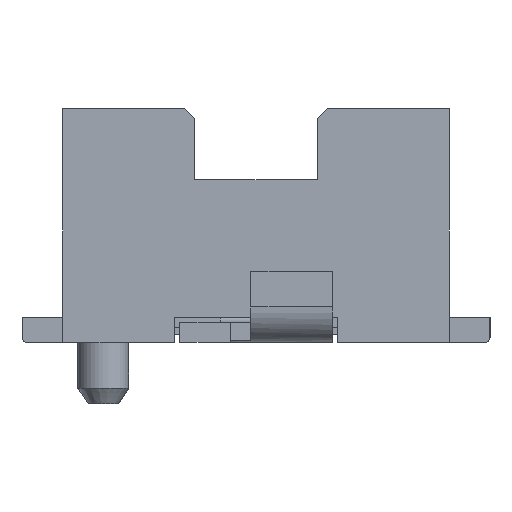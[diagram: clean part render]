
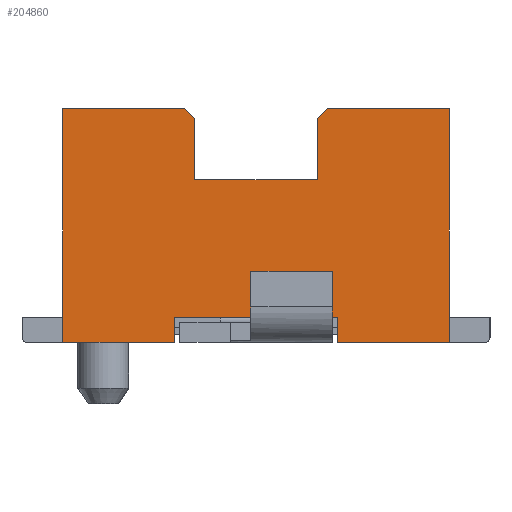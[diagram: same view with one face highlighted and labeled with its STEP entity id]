
A CAD part, left-side view. The second image highlights one B-rep face of the part: STEP entity #204860.
In plain terms, the highlighted planar face has unit normal (-1, 0, 0).
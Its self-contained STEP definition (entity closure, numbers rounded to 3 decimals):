
#15330=CARTESIAN_POINT('',(-4.85,2.59,2.3));
#15340=DIRECTION('',(-0.,1.,0.));
#15350=VECTOR('',#15340,1.);
#15360=LINE('',#15330,#15350);
#15370=CARTESIAN_POINT('',(-4.85,-1.9,2.3));
#15380=VERTEX_POINT('',#15370);
#15390=CARTESIAN_POINT('',(-4.85,-0.7,2.3));
#15400=VERTEX_POINT('',#15390);
#15410=EDGE_CURVE('',#15380,#15400,#15360,.T.);
#22570=CARTESIAN_POINT('',(-4.85,1.9,2.3));
#22580=VERTEX_POINT('',#22570);
#22610=CARTESIAN_POINT('',(-4.85,1.9,-0.25));
#22620=DIRECTION('',(0.,0.,1.));
#22630=VECTOR('',#22620,1.);
#22640=LINE('',#22610,#22630);
#22650=CARTESIAN_POINT('',(-4.85,1.9,0.));
#22660=VERTEX_POINT('',#22650);
#22670=EDGE_CURVE('',#22660,#22580,#22640,.T.);
#78570=CARTESIAN_POINT('',(-4.85,0.7,2.3));
#78580=VERTEX_POINT('',#78570);
#78610=CARTESIAN_POINT('',(-4.85,2.59,2.3));
#78620=DIRECTION('',(-0.,1.,0.));
#78630=VECTOR('',#78620,1.);
#78640=LINE('',#78610,#78630);
#78650=EDGE_CURVE('',#78580,#22580,#78640,.T.);
#159250=CARTESIAN_POINT('',(-4.85,-1.9,0.));
#159260=VERTEX_POINT('',#159250);
#159290=CARTESIAN_POINT('',(-4.85,-1.9,-0.25));
#159300=DIRECTION('',(0.,0.,1.));
#159310=VECTOR('',#159300,1.);
#159320=LINE('',#159290,#159310);
#159330=EDGE_CURVE('',#159260,#15380,#159320,.T.);
#195260=CARTESIAN_POINT('',(-4.85,0.6,1.6));
#195270=VERTEX_POINT('',#195260);
#195300=CARTESIAN_POINT('',(-4.85,0.6,-0.25));
#195310=DIRECTION('',(0.,0.,-1.));
#195320=VECTOR('',#195310,1.);
#195330=LINE('',#195300,#195320);
#195340=CARTESIAN_POINT('',(-4.85,0.6,2.2));
#195350=VERTEX_POINT('',#195340);
#195360=EDGE_CURVE('',#195350,#195270,#195330,.T.);
#195600=CARTESIAN_POINT('',(-4.85,2.59,4.19));
#195610=DIRECTION('',(0.,-0.707,-0.707));
#195620=VECTOR('',#195610,1.);
#195630=LINE('',#195600,#195620);
#195640=EDGE_CURVE('',#78580,#195350,#195630,.T.);
#200000=CARTESIAN_POINT('',(-4.85,0.8,0.));
#200010=VERTEX_POINT('',#200000);
#200130=CARTESIAN_POINT('',(-4.85,2.59,0.));
#200140=DIRECTION('',(0.,-1.,0.));
#200150=VECTOR('',#200140,1.);
#200160=LINE('',#200130,#200150);
#200170=EDGE_CURVE('',#22660,#200010,#200160,.T.);
#204200=CARTESIAN_POINT('',(-4.85,-1.995,2.358));
#204210=DIRECTION('',(-1.,0.,0.));
#204220=DIRECTION('',(0.,-1.,0.));
#204230=AXIS2_PLACEMENT_3D('',#204200,#204210,#204220);
#204240=PLANE('',#204230);
#204250=CARTESIAN_POINT('',(-4.85,1.85,-0.25));
#204260=DIRECTION('',(0.,-0.707,0.707));
#204270=VECTOR('',#204260,1.);
#204280=LINE('',#204250,#204270);
#204290=CARTESIAN_POINT('',(-4.85,-0.6,2.2));
#204300=VERTEX_POINT('',#204290);
#204310=EDGE_CURVE('',#204300,#15400,#204280,.T.);
#204320=ORIENTED_EDGE('',*,*,#204310,.F.);
#204330=ORIENTED_EDGE('',*,*,#15410,.T.);
#204340=ORIENTED_EDGE('',*,*,#159330,.T.);
#204350=CARTESIAN_POINT('',(-4.85,2.59,0.));
#204360=DIRECTION('',(0.,-1.,0.));
#204370=VECTOR('',#204360,1.);
#204380=LINE('',#204350,#204370);
#204390=CARTESIAN_POINT('',(-4.85,-0.8,0.));
#204400=VERTEX_POINT('',#204390);
#204410=EDGE_CURVE('',#204400,#159260,#204380,.T.);
#204420=ORIENTED_EDGE('',*,*,#204410,.T.);
#204430=CARTESIAN_POINT('',(-4.85,-0.8,-0.25));
#204440=DIRECTION('',(-0.,0.,-1.));
#204450=VECTOR('',#204440,1.);
#204460=LINE('',#204430,#204450);
#204470=CARTESIAN_POINT('',(-4.85,-0.8,0.25));
#204480=VERTEX_POINT('',#204470);
#204490=EDGE_CURVE('',#204480,#204400,#204460,.T.);
#204500=ORIENTED_EDGE('',*,*,#204490,.T.);
#204510=CARTESIAN_POINT('',(-4.85,2.59,0.25));
#204520=DIRECTION('',(0.,-1.,0.));
#204530=VECTOR('',#204520,1.);
#204540=LINE('',#204510,#204530);
#204550=CARTESIAN_POINT('',(-4.85,0.8,0.25));
#204560=VERTEX_POINT('',#204550);
#204570=EDGE_CURVE('',#204560,#204480,#204540,.T.);
#204580=ORIENTED_EDGE('',*,*,#204570,.T.);
#204590=CARTESIAN_POINT('',(-4.85,0.8,-0.25));
#204600=DIRECTION('',(0.,0.,1.));
#204610=VECTOR('',#204600,1.);
#204620=LINE('',#204590,#204610);
#204630=EDGE_CURVE('',#200010,#204560,#204620,.T.);
#204640=ORIENTED_EDGE('',*,*,#204630,.T.);
#204650=ORIENTED_EDGE('',*,*,#200170,.T.);
#204660=ORIENTED_EDGE('',*,*,#22670,.F.);
#204670=ORIENTED_EDGE('',*,*,#78650,.T.);
#204680=ORIENTED_EDGE('',*,*,#195640,.F.);
#204690=ORIENTED_EDGE('',*,*,#195360,.F.);
#204700=CARTESIAN_POINT('',(-4.85,2.59,1.6));
#204710=DIRECTION('',(0.,-1.,0.));
#204720=VECTOR('',#204710,1.);
#204730=LINE('',#204700,#204720);
#204740=CARTESIAN_POINT('',(-4.85,-0.6,1.6));
#204750=VERTEX_POINT('',#204740);
#204760=EDGE_CURVE('',#195270,#204750,#204730,.T.);
#204770=ORIENTED_EDGE('',*,*,#204760,.F.);
#204780=CARTESIAN_POINT('',(-4.85,-0.6,-0.25));
#204790=DIRECTION('',(0.,0.,1.));
#204800=VECTOR('',#204790,1.);
#204810=LINE('',#204780,#204800);
#204820=EDGE_CURVE('',#204750,#204300,#204810,.T.);
#204830=ORIENTED_EDGE('',*,*,#204820,.F.);
#204840=EDGE_LOOP('',(#204830,#204770,#204690,#204680,#204670,#204660,
#204650,#204640,#204580,#204500,#204420,#204340,#204330,#204320));
#204850=FACE_OUTER_BOUND('',#204840,.T.);
#204860=ADVANCED_FACE('',(#204850),#204240,.T.);
